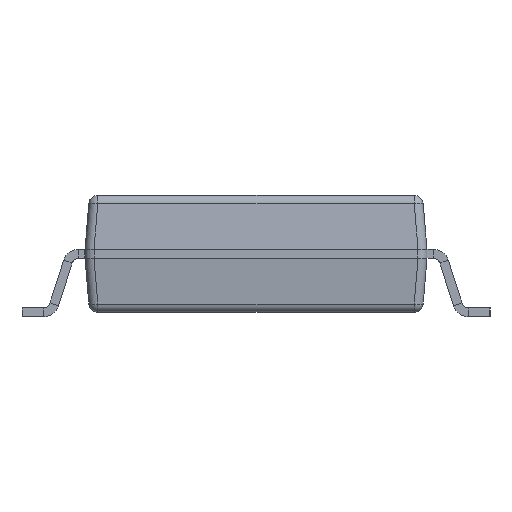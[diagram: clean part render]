
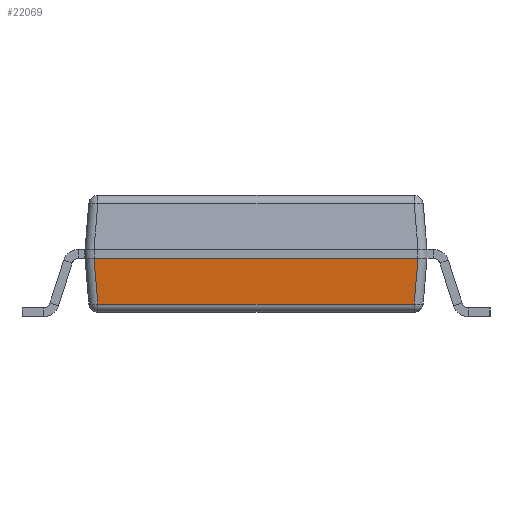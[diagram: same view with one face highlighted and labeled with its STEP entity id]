
A CAD part, left-side view. The second image highlights one B-rep face of the part: STEP entity #22069.
In plain terms, the highlighted planar face has unit normal (-0.997, 0, -0.083).
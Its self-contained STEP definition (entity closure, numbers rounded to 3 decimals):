
#558 = CARTESIAN_POINT ( 'NONE',  ( -7.8, 3.6, 1.25 ) ) ;
#761 = ORIENTED_EDGE ( 'NONE', *, *, #26315, .T. ) ;
#1539 =( BOUNDED_CURVE ( )  B_SPLINE_CURVE ( 3, ( #558, #21549, #32098, #8500 ),
 .UNSPECIFIED., .F., .F. ) 
 B_SPLINE_CURVE_WITH_KNOTS ( ( 4, 4 ),
 ( 3.142, 3.145 ),
 .UNSPECIFIED. ) 
 CURVE ( )  GEOMETRIC_REPRESENTATION_ITEM ( )  RATIONAL_B_SPLINE_CURVE ( ( 1., 1., 1., 1. ) ) 
 REPRESENTATION_ITEM ( '' )  );
#2675 = LINE ( 'NONE', #5415, #29619 ) ;
#2835 = DIRECTION ( 'NONE',  ( 0.083, -0.083, -0.993 ) ) ;
#3126 = CARTESIAN_POINT ( 'NONE',  ( -7.8, -3.6, 1.25 ) ) ;
#3817 = FACE_OUTER_BOUND ( 'NONE', #21879, .T. ) ;
#3980 = VERTEX_POINT ( 'NONE', #28500 ) ;
#4156 = PLANE ( 'NONE',  #17179 ) ;
#4478 = CARTESIAN_POINT ( 'NONE',  ( -7.715, 3.516, 0.233 ) ) ;
#5190 = CARTESIAN_POINT ( 'NONE',  ( -7.715, -3.7, 0.233 ) ) ;
#5348 = VERTEX_POINT ( 'NONE', #11673 ) ;
#5411 = LINE ( 'NONE', #18186, #12331 ) ;
#5415 = CARTESIAN_POINT ( 'NONE',  ( -7.8, 3.8, 1.25 ) ) ;
#5557 = ORIENTED_EDGE ( 'NONE', *, *, #14540, .T. ) ;
#7554 = CARTESIAN_POINT ( 'NONE',  ( -7.8, 3.6, 1.25 ) ) ;
#8061 = VECTOR ( 'NONE', #24617, 1000. ) ;
#8295 = CARTESIAN_POINT ( 'NONE',  ( -7.8, -3.601, 1.25 ) ) ;
#8500 = CARTESIAN_POINT ( 'NONE',  ( -7.8, 3.601, 1.25 ) ) ;
#8874 = EDGE_CURVE ( 'NONE', #5348, #21355, #19802, .T. ) ;
#10101 = VERTEX_POINT ( 'NONE', #4478 ) ;
#11673 = CARTESIAN_POINT ( 'NONE',  ( -7.715, -3.516, 0.233 ) ) ;
#12207 = ORIENTED_EDGE ( 'NONE', *, *, #8874, .T. ) ;
#12331 = VECTOR ( 'NONE', #2835, 1000. ) ;
#12373 = CARTESIAN_POINT ( 'NONE',  ( -7.8, -3.6, 1.25 ) ) ;
#13196 = DIRECTION ( 'NONE',  ( 0., -1., 0. ) ) ;
#14226 = VERTEX_POINT ( 'NONE', #12373 ) ;
#14495 = CARTESIAN_POINT ( 'NONE',  ( -7.8, 3.8, 1.25 ) ) ;
#14540 = EDGE_CURVE ( 'NONE', #10101, #5348, #31379, .T. ) ;
#16360 = ORIENTED_EDGE ( 'NONE', *, *, #24039, .T. ) ;
#17179 = AXIS2_PLACEMENT_3D ( 'NONE', #14495, #32933, #27395 ) ;
#17861 =( BOUNDED_CURVE ( )  B_SPLINE_CURVE ( 3, ( #8295, #18810, #29266, #3126 ),
 .UNSPECIFIED., .F., .F. ) 
 B_SPLINE_CURVE_WITH_KNOTS ( ( 4, 4 ),
 ( 3.138, 3.142 ),
 .UNSPECIFIED. ) 
 CURVE ( )  GEOMETRIC_REPRESENTATION_ITEM ( )  RATIONAL_B_SPLINE_CURVE ( ( 1., 1., 1., 1. ) ) 
 REPRESENTATION_ITEM ( '' )  );
#18186 = CARTESIAN_POINT ( 'NONE',  ( -7.801, 3.602, 1.266 ) ) ;
#18810 = CARTESIAN_POINT ( 'NONE',  ( -7.8, -3.6, 1.25 ) ) ;
#19163 = ORIENTED_EDGE ( 'NONE', *, *, #27730, .F. ) ;
#19802 = LINE ( 'NONE', #32926, #8061 ) ;
#20331 = DIRECTION ( 'NONE',  ( 0., -1., 0. ) ) ;
#21040 = VECTOR ( 'NONE', #20331, 1000. ) ;
#21355 = VERTEX_POINT ( 'NONE', #30228 ) ;
#21549 = CARTESIAN_POINT ( 'NONE',  ( -7.8, 3.6, 1.25 ) ) ;
#21879 = EDGE_LOOP ( 'NONE', ( #12207, #31615, #19163, #761, #16360, #5557 ) ) ;
#21906 = EDGE_CURVE ( 'NONE', #21355, #14226, #17861, .T. ) ;
#22069 = ADVANCED_FACE ( 'NONE', ( #3817 ), #4156, .F. ) ;
#24039 = EDGE_CURVE ( 'NONE', #3980, #10101, #5411, .T. ) ;
#24617 = DIRECTION ( 'NONE',  ( -0.083, -0.083, 0.993 ) ) ;
#26315 = EDGE_CURVE ( 'NONE', #29292, #3980, #1539, .T. ) ;
#27395 = DIRECTION ( 'NONE',  ( 0., -1., 0. ) ) ;
#27730 = EDGE_CURVE ( 'NONE', #29292, #14226, #2675, .T. ) ;
#28500 = CARTESIAN_POINT ( 'NONE',  ( -7.8, 3.601, 1.25 ) ) ;
#29266 = CARTESIAN_POINT ( 'NONE',  ( -7.8, -3.6, 1.25 ) ) ;
#29292 = VERTEX_POINT ( 'NONE', #7554 ) ;
#29619 = VECTOR ( 'NONE', #13196, 1000. ) ;
#30228 = CARTESIAN_POINT ( 'NONE',  ( -7.8, -3.601, 1.25 ) ) ;
#31379 = LINE ( 'NONE', #5190, #21040 ) ;
#31615 = ORIENTED_EDGE ( 'NONE', *, *, #21906, .T. ) ;
#32098 = CARTESIAN_POINT ( 'NONE',  ( -7.8, 3.6, 1.25 ) ) ;
#32926 = CARTESIAN_POINT ( 'NONE',  ( -7.749, -3.55, 0.642 ) ) ;
#32933 = DIRECTION ( 'NONE',  ( 0.997, 0., 0.083 ) ) ;
